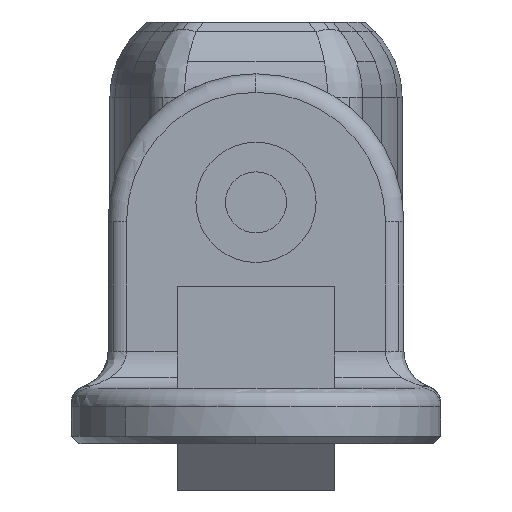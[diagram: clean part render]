
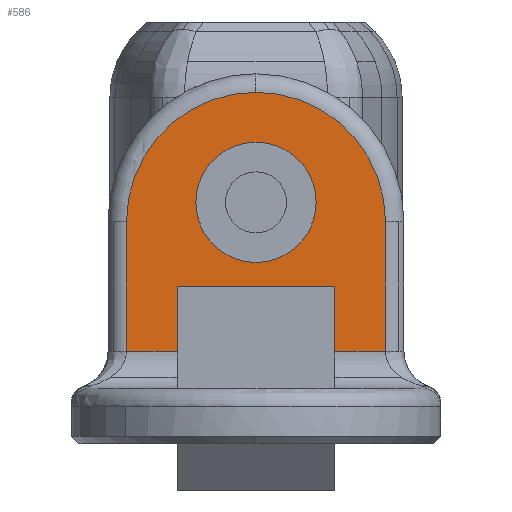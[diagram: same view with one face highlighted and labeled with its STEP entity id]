
A CAD part, left-side view. The second image highlights one B-rep face of the part: STEP entity #586.
In plain terms, the highlighted planar face has unit normal (-1, 0, 0).
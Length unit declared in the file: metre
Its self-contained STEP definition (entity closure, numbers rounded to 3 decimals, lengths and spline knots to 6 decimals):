
#586=ADVANCED_FACE('23:2152',(#1280,#1281),#1282,.T.);
#1280=FACE_OUTER_BOUND('',#3538,.T.);
#1281=FACE_BOUND('',#3539,.T.);
#1282=PLANE('',#3540);
#3538=EDGE_LOOP('',(#6932,#6933,#6934,#6935,#6936,#6937,#6938,#6939,#6940));
#3539=EDGE_LOOP('',(#6941,#6942));
#3540=AXIS2_PLACEMENT_3D('',#6943,#6944,#6945);
#6932=ORIENTED_EDGE('',*,*,#9301,.T.);
#6933=ORIENTED_EDGE('',*,*,#9086,.F.);
#6934=ORIENTED_EDGE('',*,*,#9300,.F.);
#6935=ORIENTED_EDGE('',*,*,#9262,.F.);
#6936=ORIENTED_EDGE('',*,*,#9131,.F.);
#6937=ORIENTED_EDGE('',*,*,#9125,.F.);
#6938=ORIENTED_EDGE('',*,*,#9117,.F.);
#6939=ORIENTED_EDGE('',*,*,#9251,.T.);
#6940=ORIENTED_EDGE('',*,*,#9245,.T.);
#6941=ORIENTED_EDGE('',*,*,#9244,.T.);
#6942=ORIENTED_EDGE('',*,*,#9141,.T.);
#6943=CARTESIAN_POINT('',(-0.04585,0.0,0.0));
#6944=DIRECTION('',(-1.0,-0.0,0.0));
#6945=DIRECTION('',(0.0,-1.0,-0.0));
#9086=EDGE_CURVE('23:2302',#10459,#10444,#10461,.T.);
#9117=EDGE_CURVE('23:2305',#10516,#10518,#10519,.T.);
#9125=EDGE_CURVE('23:794',#10518,#10532,#10533,.T.);
#9131=EDGE_CURVE('23:785',#10532,#10536,#10543,.T.);
#9141=EDGE_CURVE('23:830',#10554,#10558,#10560,.T.);
#9244=EDGE_CURVE('23:830',#10558,#10554,#10725,.T.);
#9245=EDGE_CURVE('23:2243',#10726,#10727,#10728,.T.);
#9251=EDGE_CURVE('23:2237',#10516,#10726,#10736,.T.);
#9262=EDGE_CURVE('23:785',#10536,#10752,#10753,.T.);
#9300=EDGE_CURVE('23:827',#10752,#10459,#10800,.T.);
#9301=EDGE_CURVE('23:2240',#10727,#10444,#10801,.T.);
#10444=VERTEX_POINT('',#12460);
#10459=VERTEX_POINT('',#12479);
#10461=LINE('',#12481,#12482);
#10516=VERTEX_POINT('',#12550);
#10518=VERTEX_POINT('',#12552);
#10519=LINE('',#12553,#12554);
#10532=VERTEX_POINT('',#12570);
#10533=LINE('',#12571,#12572);
#10536=VERTEX_POINT('',#12575);
#10543=CIRCLE('',#12582,0.007);
#10554=VERTEX_POINT('',#12597);
#10558=VERTEX_POINT('',#12602);
#10560=CIRCLE('',#12605,0.00325);
#10725=CIRCLE('',#12808,0.00325);
#10726=VERTEX_POINT('',#12809);
#10727=VERTEX_POINT('',#12810);
#10728=LINE('',#12811,#12812);
#10736=LINE('',#12825,#12826);
#10752=VERTEX_POINT('',#12845);
#10753=CIRCLE('',#12846,0.007);
#10800=LINE('',#12899,#12900);
#10801=LINE('',#12901,#12902);
#12460=CARTESIAN_POINT('',(-0.04585,-0.00425,-0.0148));
#12479=CARTESIAN_POINT('',(-0.04585,-0.007,-0.0148));
#12481=CARTESIAN_POINT('',(-0.04585,0.005,-0.0148));
#12482=VECTOR('',#14813,1.0);
#12550=CARTESIAN_POINT('',(-0.04585,0.00425,-0.0148));
#12552=CARTESIAN_POINT('',(-0.04585,0.007,-0.0148));
#12553=CARTESIAN_POINT('',(-0.04585,0.005,-0.0148));
#12554=VECTOR('',#14878,1.0);
#12570=CARTESIAN_POINT('',(-0.04585,0.007,-0.0078));
#12571=CARTESIAN_POINT('',(-0.04585,0.007,0.0));
#12572=VECTOR('',#14894,1.0);
#12575=CARTESIAN_POINT('',(-0.04585,0.,-0.0008));
#12582=AXIS2_PLACEMENT_3D('',#14910,#14911,#14912);
#12597=CARTESIAN_POINT('',(-0.04585,0.00325,-0.00675));
#12602=CARTESIAN_POINT('',(-0.04585,-0.00325,-0.00675));
#12605=AXIS2_PLACEMENT_3D('',#14928,#14929,#14930);
#12808=AXIS2_PLACEMENT_3D('',#15161,#15162,#15163);
#12809=CARTESIAN_POINT('',(-0.04585,0.00425,-0.0113));
#12810=CARTESIAN_POINT('',(-0.04585,-0.00425,-0.0113));
#12811=CARTESIAN_POINT('',(-0.04585,-0.002875,-0.0113));
#12812=VECTOR('',#15164,1.0);
#12825=CARTESIAN_POINT('',(-0.04585,0.00425,-0.0074));
#12826=VECTOR('',#15170,1.0);
#12845=CARTESIAN_POINT('',(-0.04585,-0.007,-0.0078));
#12846=AXIS2_PLACEMENT_3D('',#15195,#15196,#15197);
#12899=CARTESIAN_POINT('',(-0.04585,-0.007,0.0));
#12900=VECTOR('',#15297,1.0);
#12901=CARTESIAN_POINT('',(-0.04585,-0.00425,-0.0074));
#12902=VECTOR('',#15298,1.0);
#14813=DIRECTION('',(0.0,1.0,0.0));
#14878=DIRECTION('',(0.0,1.0,0.0));
#14894=DIRECTION('',(0.0,0.0,1.0));
#14910=CARTESIAN_POINT('',(-0.04585,0.,-0.0078));
#14911=DIRECTION('',(1.0,0.0,-0.0));
#14912=DIRECTION('',(0.0,0.0,1.0));
#14928=CARTESIAN_POINT('',(-0.04585,0.,-0.00675));
#14929=DIRECTION('',(1.0,0.0,0.0));
#14930=DIRECTION('',(0.0,1.0,0.0));
#15161=CARTESIAN_POINT('',(-0.04585,0.,-0.00675));
#15162=DIRECTION('',(1.0,0.0,0.0));
#15163=DIRECTION('',(0.0,1.0,0.0));
#15164=DIRECTION('',(-0.0,-1.0,-0.0));
#15170=DIRECTION('',(0.0,0.0,1.0));
#15195=CARTESIAN_POINT('',(-0.04585,0.,-0.0078));
#15196=DIRECTION('',(1.0,0.0,-0.0));
#15197=DIRECTION('',(0.0,0.0,1.0));
#15297=DIRECTION('',(-0.0,-0.0,-1.0));
#15298=DIRECTION('',(-0.0,-0.0,-1.0));
